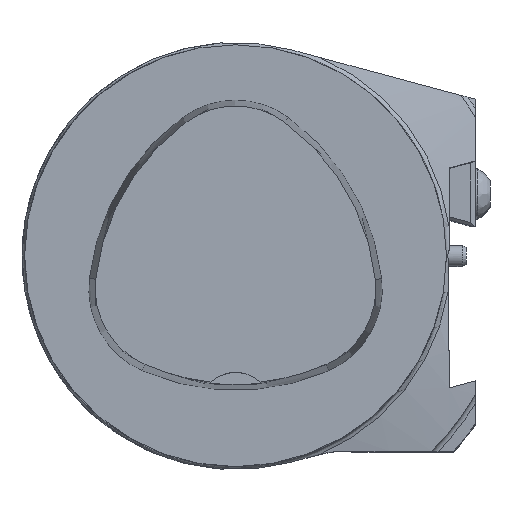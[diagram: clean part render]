
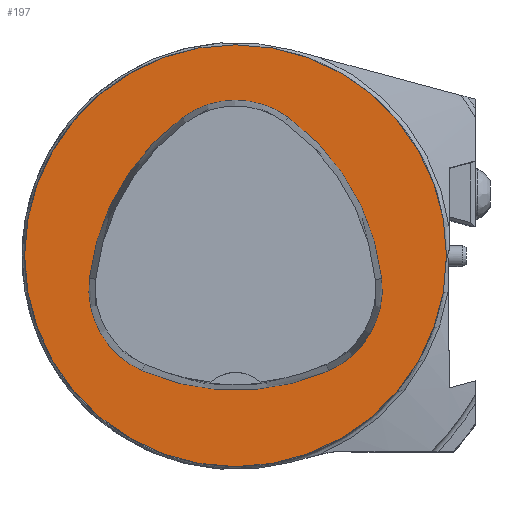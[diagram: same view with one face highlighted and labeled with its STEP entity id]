
A CAD part, top view. The second image highlights one B-rep face of the part: STEP entity #197.
In plain terms, the highlighted planar face has unit normal (0, 0, 1).
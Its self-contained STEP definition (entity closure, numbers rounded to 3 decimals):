
#197=ADVANCED_FACE('',(#347,#348),#258,.T.);
#258=PLANE('',#1559);
#304=CIRCLE('',#1512,40.);
#307=CIRCLE('',#1537,44.);
#309=CIRCLE('',#1540,17.);
#311=CIRCLE('',#1543,44.);
#313=CIRCLE('',#1546,17.);
#317=CIRCLE('',#1551,44.);
#319=CIRCLE('',#1554,17.);
#347=FACE_BOUND('',#426,.T.);
#348=FACE_BOUND('',#427,.T.);
#426=EDGE_LOOP('',(#788,#789,#790,#791,#792,#793));
#427=EDGE_LOOP('',(#794));
#788=ORIENTED_EDGE('',*,*,#1191,.T.);
#789=ORIENTED_EDGE('',*,*,#1171,.T.);
#790=ORIENTED_EDGE('',*,*,#1175,.T.);
#791=ORIENTED_EDGE('',*,*,#1178,.T.);
#792=ORIENTED_EDGE('',*,*,#1181,.T.);
#793=ORIENTED_EDGE('',*,*,#1189,.T.);
#794=ORIENTED_EDGE('',*,*,#1144,.F.);
#984=VERTEX_POINT('',#2378);
#997=VERTEX_POINT('',#2446);
#998=VERTEX_POINT('',#2447);
#1001=VERTEX_POINT('',#2455);
#1003=VERTEX_POINT('',#2461);
#1005=VERTEX_POINT('',#2467);
#1012=VERTEX_POINT('',#2488);
#1144=EDGE_CURVE('',#984,#984,#304,.T.);
#1171=EDGE_CURVE('',#997,#998,#307,.T.);
#1175=EDGE_CURVE('',#998,#1001,#309,.T.);
#1178=EDGE_CURVE('',#1001,#1003,#311,.T.);
#1181=EDGE_CURVE('',#1003,#1005,#313,.T.);
#1189=EDGE_CURVE('',#1005,#1012,#317,.T.);
#1191=EDGE_CURVE('',#1012,#997,#319,.T.);
#1512=AXIS2_PLACEMENT_3D('',#2377,#1779,#1780);
#1537=AXIS2_PLACEMENT_3D('',#2445,#1846,#1847);
#1540=AXIS2_PLACEMENT_3D('',#2454,#1854,#1855);
#1543=AXIS2_PLACEMENT_3D('',#2460,#1861,#1862);
#1546=AXIS2_PLACEMENT_3D('',#2466,#1868,#1869);
#1551=AXIS2_PLACEMENT_3D('',#2489,#1880,#1881);
#1554=AXIS2_PLACEMENT_3D('',#2492,#1886,#1887);
#1559=AXIS2_PLACEMENT_3D('',#2497,#1896,#1897);
#1779=DIRECTION('',(0.,0.,-1.));
#1780=DIRECTION('',(-1.,0.,0.));
#1846=DIRECTION('',(0.,0.,-1.));
#1847=DIRECTION('',(-1.,0.,0.));
#1854=DIRECTION('',(0.,0.,-1.));
#1855=DIRECTION('',(-1.,0.,0.));
#1861=DIRECTION('',(0.,0.,-1.));
#1862=DIRECTION('',(-1.,0.,0.));
#1868=DIRECTION('',(0.,0.,-1.));
#1869=DIRECTION('',(-1.,0.,0.));
#1880=DIRECTION('',(0.,0.,-1.));
#1881=DIRECTION('',(-1.,0.,0.));
#1886=DIRECTION('',(0.,0.,-1.));
#1887=DIRECTION('',(-1.,0.,0.));
#1896=DIRECTION('',(0.,0.,1.));
#1897=DIRECTION('',(1.,0.,0.));
#2377=CARTESIAN_POINT('',(0.,0.,0.));
#2378=CARTESIAN_POINT('',(-40.,0.,0.));
#2445=CARTESIAN_POINT('',(16.01,-9.224,0.));
#2446=CARTESIAN_POINT('',(-27.722,-4.378,0.));
#2447=CARTESIAN_POINT('',(-10.119,26.178,0.));
#2454=CARTESIAN_POINT('',(-0.023,12.5,0.));
#2455=CARTESIAN_POINT('',(10.049,26.194,0.));
#2460=CARTESIAN_POINT('',(-16.021,-9.25,0.));
#2461=CARTESIAN_POINT('',(27.71,-4.394,0.));
#2466=CARTESIAN_POINT('',(10.814,-6.27,0.));
#2467=CARTESIAN_POINT('',(17.611,-21.852,0.));
#2488=CARTESIAN_POINT('',(-17.652,-21.819,0.));
#2489=CARTESIAN_POINT('',(0.017,18.477,0.));
#2492=CARTESIAN_POINT('',(-10.825,-6.25,0.));
#2497=CARTESIAN_POINT('',(0.,0.,0.));
